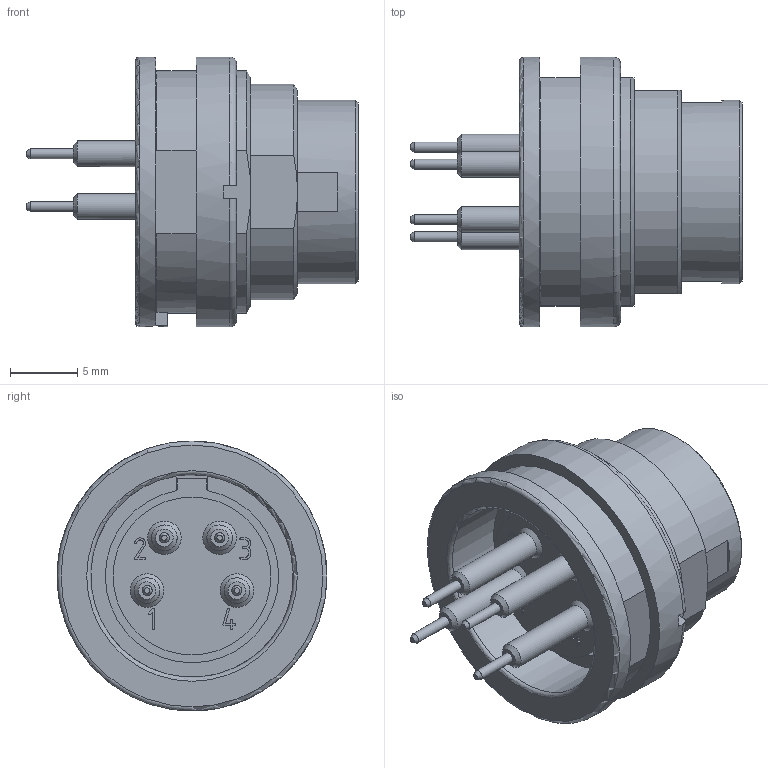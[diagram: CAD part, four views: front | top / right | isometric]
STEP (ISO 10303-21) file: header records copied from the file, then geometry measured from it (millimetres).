
FILE_DESCRIPTION(/* description */ (''),/* implementation_level */ '2;1');
FILE_NAME(/* name */ '09_0311_90_04_001_00.stp',/* time_stamp */ '2015-02-24T16:07:34+01:00',/* author */ (''),/* organization */ (''),/* preprocessor_version */ 'ST-DEVELOPER v14',/* originating_system */ 'SIEMENS PLM Software NX 8.0',/* authorisation */ '');
FILE_SCHEMA (('AUTOMOTIVE_DESIGN { 1 0 10303 214 3 1 1 1 }'));
Length unit declared in the file: millimetre
Products named in the file (1): cerl18C0B086a33a
Bounding box: 24.6 x 20 x 20 mm (x, y, z)
Volume: 2302.6 mm3; surface area: 2951.8 mm2
Topology: 2 solids, 2 shells, 170 faces, 406 edges, 263 vertices
Faces by surface type: plane 80, cone 29, cylinder 28, extrusion 16, bspline 9, torus 8
Full cylindrical faces by diameter (mm): 0.75 x4, 1.49 x4, 1.8 x1, 1.9 x4, 11.7 x1, 12 x1, 13.6 x1, 15 x1, 17.188 x1, 18.1 x1, 20 x2
Entity records: 5337 total; most frequent: CARTESIAN_POINT 1768, DIRECTION 683, ORIENTED_EDGE 666, EDGE_CURVE 333, AXIS2_PLACEMENT_3D 264, EDGE_LOOP 249, VERTEX_POINT 244, ADVANCED_FACE 170
